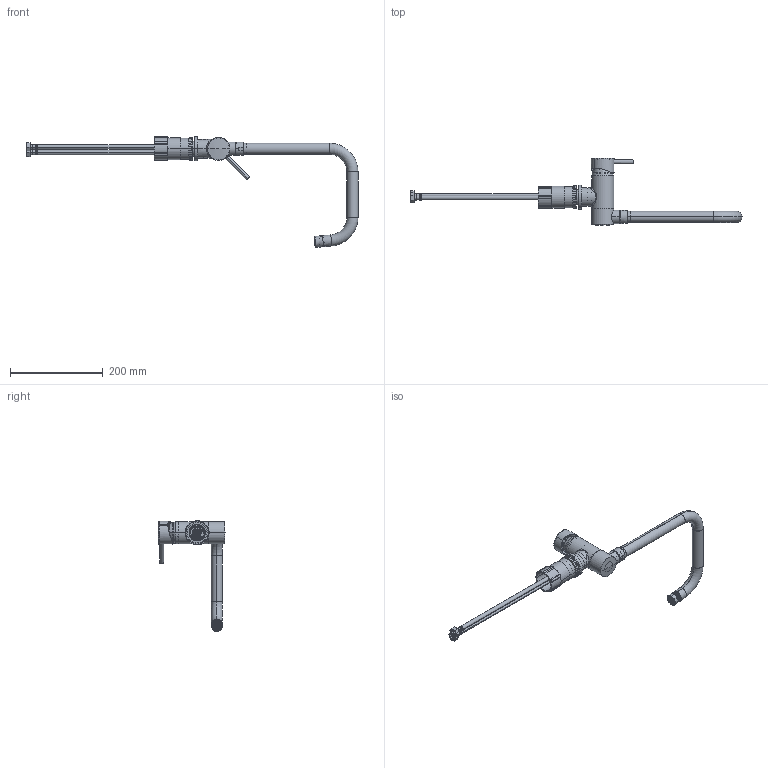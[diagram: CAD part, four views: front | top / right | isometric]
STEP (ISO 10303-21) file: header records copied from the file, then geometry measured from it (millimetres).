
FILE_DESCRIPTION((''),'2;1');
FILE_NAME('5401086060_ASM','2020-07-31T',('Administrator'),(''),'PRO/ENGINEER BY PARAMETRIC TECHNOLOGY CORPORATION, 2008230','PRO/ENGINEER BY PARAMETRIC TECHNOLOGY CORPORATION, 2008230','');
FILE_SCHEMA(('CONFIG_CONTROL_DESIGN'));
Length unit declared in the file: millimetre
Products named in the file (37): 2140027; 2630007; 2630008; 2610018; 2610069; 2040003; 2040033; 2550082; 2550011; 2050037; 2540010; 2670034; 2610125; 2040055; 2050032; 2050020; 2320003; 2330006; 2710023; 2020033; 2020001; 2250005; 2070001; 2210001; 2010024; 2530030; 2550036; 2050076; 2050082; 2010052; 2860002; 2550021; 2550019; 2550076; 2080009; 2080004; 5401086060_ASM
Assembly tree (41 placements, depth 2):
  5401086060_ASM
    2140027
    2630007
    2630008
    2610018
    2610069
    2040003
    2040033
    2550082  x2
    2550011
    2050037
    2540010
    2670034
    2610125
    2040055
    2050032
    2050020
    2320003
    2330006
    2710023
    2020033
    2020001
    2250005
    2070001
    2210001
    2010024
    2530030
    2550036
    2050076
    2050082
    2010052
    2860002  x2
    2550021
    2550019  x2
    2550076
    2080009  x2
    2080004  x2
Bounding box: 717.02 x 144.8 x 239.3 mm (x, y, z)
Volume: 321504.3 mm3; surface area: 280279.9 mm2
Topology: 45 solids, 45 shells, 3463 faces, 9938 edges, 6372 vertices
Faces by surface type: plane 2254, cylinder 814, cone 184, torus 131, bspline 68, sphere 12
Entity records: 119591 total; most frequent: CARTESIAN_POINT 29301, ORIENTED_EDGE 19408, DIRECTION 17973, EDGE_CURVE 9704, VERTEX_POINT 6260, VECTOR 6123, LINE 6123, AXIS2_PLACEMENT_3D 5925
